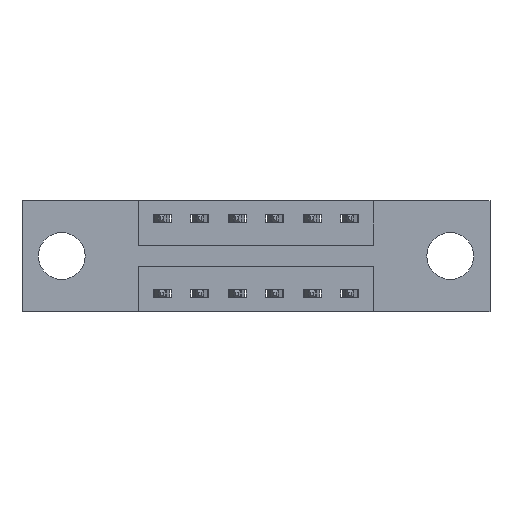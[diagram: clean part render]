
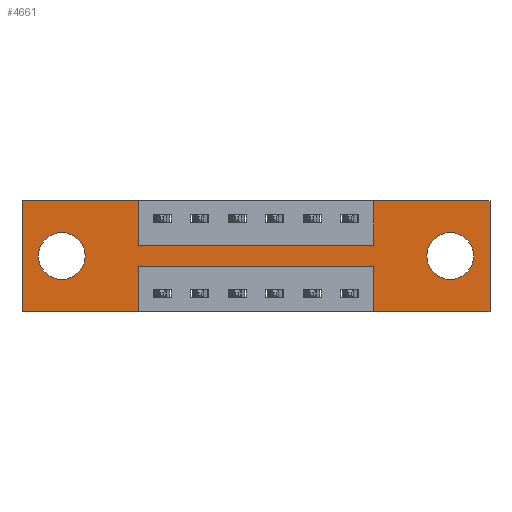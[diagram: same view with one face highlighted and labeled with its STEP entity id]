
A CAD part, front view. The second image highlights one B-rep face of the part: STEP entity #4661.
In plain terms, the highlighted planar face has unit normal (0, -1, 0).
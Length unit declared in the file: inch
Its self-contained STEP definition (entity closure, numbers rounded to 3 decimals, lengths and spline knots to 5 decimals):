
#10 = LINE ( 'NONE', #7951, #1841 ) ;
#14 = FACE_BOUND ( 'NONE', #372, .T. ) ;
#25 = DIRECTION ( 'NONE',  ( 0., 0., -1. ) ) ;
#143 = DIRECTION ( 'NONE',  ( 0., 0., -1. ) ) ;
#148 = DIRECTION ( 'NONE',  ( 0., 0., -1. ) ) ;
#184 = CARTESIAN_POINT ( 'NONE',  ( 0., 0., -0.37 ) ) ;
#235 = DIRECTION ( 'NONE',  ( 0., 0., -1. ) ) ;
#246 = DIRECTION ( 'NONE',  ( 0., 0., 1. ) ) ;
#338 = DIRECTION ( 'NONE',  ( 0., 1., 0. ) ) ;
#354 = CARTESIAN_POINT ( 'NONE',  ( 0.1325, 0., -0.185 ) ) ;
#372 = EDGE_LOOP ( 'NONE', ( #5774, #8732 ) ) ;
#448 = CARTESIAN_POINT ( 'NONE',  ( 0.1325, 0., -0.263 ) ) ;
#497 = EDGE_CURVE ( 'NONE', #4249, #3977, #2849, .T. ) ;
#518 = CARTESIAN_POINT ( 'NONE',  ( 0.1325, 0., -0.185 ) ) ;
#589 = CARTESIAN_POINT ( 'NONE',  ( 0.3875, 0., 0. ) ) ;
#638 = CIRCLE ( 'NONE', #6383, 0.078 ) ;
#646 = LINE ( 'NONE', #8448, #4360 ) ;
#666 = ORIENTED_EDGE ( 'NONE', *, *, #4439, .F. ) ;
#708 = ORIENTED_EDGE ( 'NONE', *, *, #7107, .F. ) ;
#798 = EDGE_CURVE ( 'NONE', #5462, #5772, #3852, .T. ) ;
#976 = VERTEX_POINT ( 'NONE', #2786 ) ;
#1042 = VERTEX_POINT ( 'NONE', #7852 ) ;
#1152 = LINE ( 'NONE', #589, #7969 ) ;
#1221 = EDGE_CURVE ( 'NONE', #8106, #4214, #3400, .T. ) ;
#1320 = DIRECTION ( 'NONE',  ( 0., 0., 1. ) ) ;
#1324 = VERTEX_POINT ( 'NONE', #448 ) ;
#1352 = DIRECTION ( 'NONE',  ( 0., 0., 1. ) ) ;
#1381 = VECTOR ( 'NONE', #8298, 39.37008 ) ;
#1493 = EDGE_CURVE ( 'NONE', #6477, #8106, #6645, .T. ) ;
#1509 = CARTESIAN_POINT ( 'NONE',  ( 0.3875, 0., 0. ) ) ;
#1581 = EDGE_CURVE ( 'NONE', #3977, #4249, #4263, .T. ) ;
#1627 = EDGE_CURVE ( 'NONE', #1042, #6091, #10, .T. ) ;
#1776 = EDGE_CURVE ( 'NONE', #3201, #5462, #646, .T. ) ;
#1800 = VECTOR ( 'NONE', #2769, 39.37008 ) ;
#1835 = EDGE_CURVE ( 'NONE', #2908, #4627, #1955, .T. ) ;
#1841 = VECTOR ( 'NONE', #1977, 39.37008 ) ;
#1943 = CARTESIAN_POINT ( 'NONE',  ( 1.56, 0., 0. ) ) ;
#1955 = LINE ( 'NONE', #7485, #3722 ) ;
#1970 = CARTESIAN_POINT ( 'NONE',  ( 0., 0., -0.37 ) ) ;
#1977 = DIRECTION ( 'NONE',  ( 0., 0., 1. ) ) ;
#2139 = EDGE_CURVE ( 'NONE', #1324, #976, #638, .T. ) ;
#2180 = CARTESIAN_POINT ( 'NONE',  ( 1.4275, 0., -0.107 ) ) ;
#2294 = CARTESIAN_POINT ( 'NONE',  ( 1.56, 0., -0.37 ) ) ;
#2462 = EDGE_CURVE ( 'NONE', #6091, #6477, #2906, .T. ) ;
#2542 = PLANE ( 'NONE',  #3364 ) ;
#2589 = ORIENTED_EDGE ( 'NONE', *, *, #2139, .T. ) ;
#2604 = ORIENTED_EDGE ( 'NONE', *, *, #1835, .F. ) ;
#2769 = DIRECTION ( 'NONE',  ( -1., 0., 0. ) ) ;
#2786 = CARTESIAN_POINT ( 'NONE',  ( 0.1325, 0., -0.107 ) ) ;
#2798 = EDGE_LOOP ( 'NONE', ( #5334, #3746, #4825, #708, #6301, #6224, #3783, #2604, #666, #7240, #6793, #3964 ) ) ;
#2812 = CARTESIAN_POINT ( 'NONE',  ( 0.3875, 0., -0.37 ) ) ;
#2849 = CIRCLE ( 'NONE', #3981, 0.078 ) ;
#2850 = EDGE_CURVE ( 'NONE', #4214, #4790, #7753, .T. ) ;
#2906 = LINE ( 'NONE', #6452, #6306 ) ;
#2907 = DIRECTION ( 'NONE',  ( 0., 0., -1. ) ) ;
#2908 = VERTEX_POINT ( 'NONE', #7317 ) ;
#3057 = VECTOR ( 'NONE', #143, 39.37008 ) ;
#3201 = VERTEX_POINT ( 'NONE', #4584 ) ;
#3286 = DIRECTION ( 'NONE',  ( 0., 0., -1. ) ) ;
#3364 = AXIS2_PLACEMENT_3D ( 'NONE', #184, #7294, #3286 ) ;
#3400 = LINE ( 'NONE', #8170, #1381 ) ;
#3416 = DIRECTION ( 'NONE',  ( 0., 0., 1. ) ) ;
#3722 = VECTOR ( 'NONE', #7431, 39.37008 ) ;
#3746 = ORIENTED_EDGE ( 'NONE', *, *, #2462, .F. ) ;
#3783 = ORIENTED_EDGE ( 'NONE', *, *, #6893, .F. ) ;
#3801 = LINE ( 'NONE', #1970, #1800 ) ;
#3852 = LINE ( 'NONE', #4682, #5838 ) ;
#3946 = CARTESIAN_POINT ( 'NONE',  ( 1.1725, 0., -0.15 ) ) ;
#3964 = ORIENTED_EDGE ( 'NONE', *, *, #1221, .F. ) ;
#3977 = VERTEX_POINT ( 'NONE', #2180 ) ;
#3981 = AXIS2_PLACEMENT_3D ( 'NONE', #4039, #7019, #25 ) ;
#4039 = CARTESIAN_POINT ( 'NONE',  ( 1.4275, 0., -0.185 ) ) ;
#4054 = FACE_OUTER_BOUND ( 'NONE', #2798, .T. ) ;
#4214 = VERTEX_POINT ( 'NONE', #7808 ) ;
#4230 = LINE ( 'NONE', #6991, #4650 ) ;
#4249 = VERTEX_POINT ( 'NONE', #7835 ) ;
#4263 = CIRCLE ( 'NONE', #5246, 0.078 ) ;
#4360 = VECTOR ( 'NONE', #8405, 39.37008 ) ;
#4439 = EDGE_CURVE ( 'NONE', #5868, #2908, #1152, .T. ) ;
#4553 = VECTOR ( 'NONE', #3416, 39.37008 ) ;
#4584 = CARTESIAN_POINT ( 'NONE',  ( 1.1725, 0., 0. ) ) ;
#4627 = VERTEX_POINT ( 'NONE', #3946 ) ;
#4650 = VECTOR ( 'NONE', #8489, 39.37008 ) ;
#4661 = ADVANCED_FACE ( 'NONE', ( #14, #6012, #4054 ), #2542, .T. ) ;
#4682 = CARTESIAN_POINT ( 'NONE',  ( 1.56, 0., 0. ) ) ;
#4758 = VECTOR ( 'NONE', #1352, 39.37008 ) ;
#4790 = VERTEX_POINT ( 'NONE', #7930 ) ;
#4825 = ORIENTED_EDGE ( 'NONE', *, *, #1627, .F. ) ;
#4860 = ORIENTED_EDGE ( 'NONE', *, *, #7181, .T. ) ;
#5246 = AXIS2_PLACEMENT_3D ( 'NONE', #6490, #5862, #148 ) ;
#5334 = ORIENTED_EDGE ( 'NONE', *, *, #1493, .F. ) ;
#5390 = AXIS2_PLACEMENT_3D ( 'NONE', #518, #5599, #1320 ) ;
#5462 = VERTEX_POINT ( 'NONE', #1943 ) ;
#5599 = DIRECTION ( 'NONE',  ( 0., 1., 0. ) ) ;
#5760 = CARTESIAN_POINT ( 'NONE',  ( 0.3875, 0., -0.22 ) ) ;
#5772 = VERTEX_POINT ( 'NONE', #2294 ) ;
#5774 = ORIENTED_EDGE ( 'NONE', *, *, #1581, .T. ) ;
#5775 = EDGE_LOOP ( 'NONE', ( #4860, #2589 ) ) ;
#5838 = VECTOR ( 'NONE', #235, 39.37008 ) ;
#5862 = DIRECTION ( 'NONE',  ( 0., 1., 0. ) ) ;
#5868 = VERTEX_POINT ( 'NONE', #1509 ) ;
#6012 = FACE_BOUND ( 'NONE', #5775, .T. ) ;
#6091 = VERTEX_POINT ( 'NONE', #8424 ) ;
#6224 = ORIENTED_EDGE ( 'NONE', *, *, #1776, .F. ) ;
#6301 = ORIENTED_EDGE ( 'NONE', *, *, #798, .F. ) ;
#6306 = VECTOR ( 'NONE', #6313, 39.37008 ) ;
#6313 = DIRECTION ( 'NONE',  ( -1., 0., 0. ) ) ;
#6383 = AXIS2_PLACEMENT_3D ( 'NONE', #354, #338, #246 ) ;
#6452 = CARTESIAN_POINT ( 'NONE',  ( 0.3875, 0., -0.22 ) ) ;
#6477 = VERTEX_POINT ( 'NONE', #5760 ) ;
#6490 = CARTESIAN_POINT ( 'NONE',  ( 1.4275, 0., -0.185 ) ) ;
#6645 = LINE ( 'NONE', #7791, #3057 ) ;
#6793 = ORIENTED_EDGE ( 'NONE', *, *, #2850, .F. ) ;
#6893 = EDGE_CURVE ( 'NONE', #4627, #3201, #7750, .T. ) ;
#6915 = CIRCLE ( 'NONE', #5390, 0.078 ) ;
#6991 = CARTESIAN_POINT ( 'NONE',  ( 0., 0., 0. ) ) ;
#7019 = DIRECTION ( 'NONE',  ( 0., 1., 0. ) ) ;
#7048 = EDGE_CURVE ( 'NONE', #4790, #5868, #4230, .T. ) ;
#7107 = EDGE_CURVE ( 'NONE', #5772, #1042, #3801, .T. ) ;
#7181 = EDGE_CURVE ( 'NONE', #976, #1324, #6915, .T. ) ;
#7240 = ORIENTED_EDGE ( 'NONE', *, *, #7048, .F. ) ;
#7294 = DIRECTION ( 'NONE',  ( 0., -1., 0. ) ) ;
#7317 = CARTESIAN_POINT ( 'NONE',  ( 0.3875, 0., -0.15 ) ) ;
#7431 = DIRECTION ( 'NONE',  ( 1., 0., 0. ) ) ;
#7485 = CARTESIAN_POINT ( 'NONE',  ( 0.3875, 0., -0.15 ) ) ;
#7750 = LINE ( 'NONE', #7960, #4553 ) ;
#7753 = LINE ( 'NONE', #8663, #4758 ) ;
#7791 = CARTESIAN_POINT ( 'NONE',  ( 0.3875, 0., -0.37 ) ) ;
#7808 = CARTESIAN_POINT ( 'NONE',  ( 0., 0., -0.37 ) ) ;
#7835 = CARTESIAN_POINT ( 'NONE',  ( 1.4275, 0., -0.263 ) ) ;
#7852 = CARTESIAN_POINT ( 'NONE',  ( 1.1725, 0., -0.37 ) ) ;
#7930 = CARTESIAN_POINT ( 'NONE',  ( 0., 0., 0. ) ) ;
#7951 = CARTESIAN_POINT ( 'NONE',  ( 1.1725, 0., -0.37 ) ) ;
#7960 = CARTESIAN_POINT ( 'NONE',  ( 1.1725, 0., 0. ) ) ;
#7969 = VECTOR ( 'NONE', #2907, 39.37008 ) ;
#8106 = VERTEX_POINT ( 'NONE', #2812 ) ;
#8170 = CARTESIAN_POINT ( 'NONE',  ( 0., 0., -0.37 ) ) ;
#8298 = DIRECTION ( 'NONE',  ( -1., 0., 0. ) ) ;
#8405 = DIRECTION ( 'NONE',  ( 1., 0., 0. ) ) ;
#8424 = CARTESIAN_POINT ( 'NONE',  ( 1.1725, 0., -0.22 ) ) ;
#8448 = CARTESIAN_POINT ( 'NONE',  ( 0., 0., 0. ) ) ;
#8489 = DIRECTION ( 'NONE',  ( 1., 0., 0. ) ) ;
#8663 = CARTESIAN_POINT ( 'NONE',  ( 0., 0., 0. ) ) ;
#8732 = ORIENTED_EDGE ( 'NONE', *, *, #497, .T. ) ;
